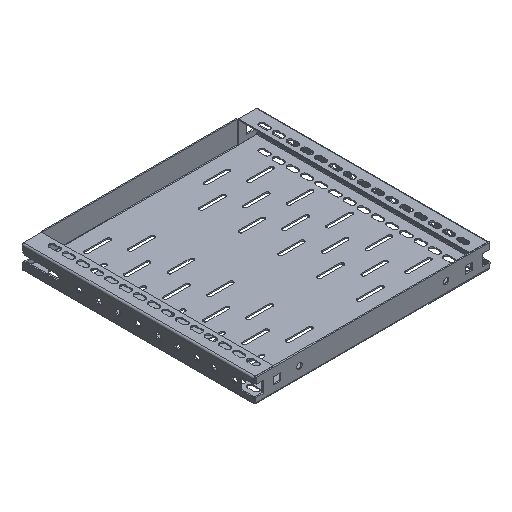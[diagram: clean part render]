
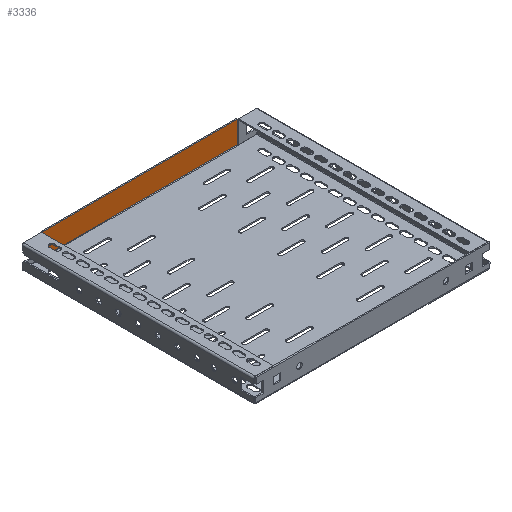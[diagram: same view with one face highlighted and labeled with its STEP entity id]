
A CAD part, isometric view. The second image highlights one B-rep face of the part: STEP entity #3336.
In plain terms, the highlighted planar face has unit normal (0, -1, 0).
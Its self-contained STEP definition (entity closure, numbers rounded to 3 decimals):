
#321 = LINE ( 'NONE', #6454, #15955 ) ;
#640 = ORIENTED_EDGE ( 'NONE', *, *, #14176, .F. ) ;
#1664 = LINE ( 'NONE', #10612, #17307 ) ;
#2924 = EDGE_CURVE ( 'NONE', #13257, #11103, #7395, .T. ) ;
#3336 = ADVANCED_FACE ( 'NONE', ( #12863 ), #13582, .T. ) ;
#3432 = CARTESIAN_POINT ( 'NONE',  ( 124., 146.75, 28.5 ) ) ;
#4492 = CARTESIAN_POINT ( 'NONE',  ( -124., 146.75, 28.5 ) ) ;
#5514 = EDGE_CURVE ( 'NONE', #6889, #13257, #321, .T. ) ;
#6017 = DIRECTION ( 'NONE',  ( 0., 0., -1. ) ) ;
#6454 = CARTESIAN_POINT ( 'NONE',  ( -124., 146.75, 28.5 ) ) ;
#6671 = ORIENTED_EDGE ( 'NONE', *, *, #2924, .F. ) ;
#6889 = VERTEX_POINT ( 'NONE', #11620 ) ;
#7008 = ORIENTED_EDGE ( 'NONE', *, *, #16985, .F. ) ;
#7395 = LINE ( 'NONE', #3432, #14983 ) ;
#7993 = DIRECTION ( 'NONE',  ( 1., 0., 0. ) ) ;
#8163 = LINE ( 'NONE', #18179, #12208 ) ;
#9496 = DIRECTION ( 'NONE',  ( 0., 0., 1. ) ) ;
#10612 = CARTESIAN_POINT ( 'NONE',  ( 124., 146.75, 28.5 ) ) ;
#11103 = VERTEX_POINT ( 'NONE', #15572 ) ;
#11321 = CARTESIAN_POINT ( 'NONE',  ( 124., 146.75, 0.6 ) ) ;
#11620 = CARTESIAN_POINT ( 'NONE',  ( -124., 146.75, 0.6 ) ) ;
#12208 = VECTOR ( 'NONE', #15153, 1000. ) ;
#12863 = FACE_OUTER_BOUND ( 'NONE', #17736, .T. ) ;
#13257 = VERTEX_POINT ( 'NONE', #17345 ) ;
#13342 = AXIS2_PLACEMENT_3D ( 'NONE', #4492, #15077, #6017 ) ;
#13582 = PLANE ( 'NONE',  #13342 ) ;
#14176 = EDGE_CURVE ( 'NONE', #11103, #18603, #1664, .T. ) ;
#14983 = VECTOR ( 'NONE', #7993, 1000. ) ;
#15077 = DIRECTION ( 'NONE',  ( 0., -1., 0. ) ) ;
#15153 = DIRECTION ( 'NONE',  ( -1., 0., 0. ) ) ;
#15572 = CARTESIAN_POINT ( 'NONE',  ( 124., 146.75, 28.5 ) ) ;
#15955 = VECTOR ( 'NONE', #9496, 1000. ) ;
#16985 = EDGE_CURVE ( 'NONE', #18603, #6889, #8163, .T. ) ;
#17307 = VECTOR ( 'NONE', #18150, 1000. ) ;
#17345 = CARTESIAN_POINT ( 'NONE',  ( -124., 146.75, 28.5 ) ) ;
#17736 = EDGE_LOOP ( 'NONE', ( #18929, #7008, #640, #6671 ) ) ;
#18150 = DIRECTION ( 'NONE',  ( 0., 0., -1. ) ) ;
#18179 = CARTESIAN_POINT ( 'NONE',  ( 124., 146.75, 0.6 ) ) ;
#18603 = VERTEX_POINT ( 'NONE', #11321 ) ;
#18929 = ORIENTED_EDGE ( 'NONE', *, *, #5514, .F. ) ;
